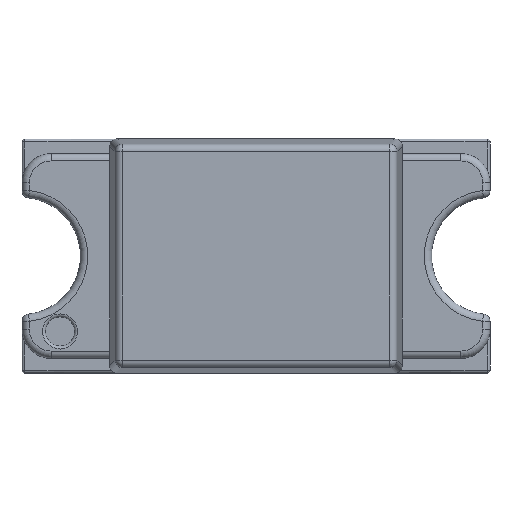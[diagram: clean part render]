
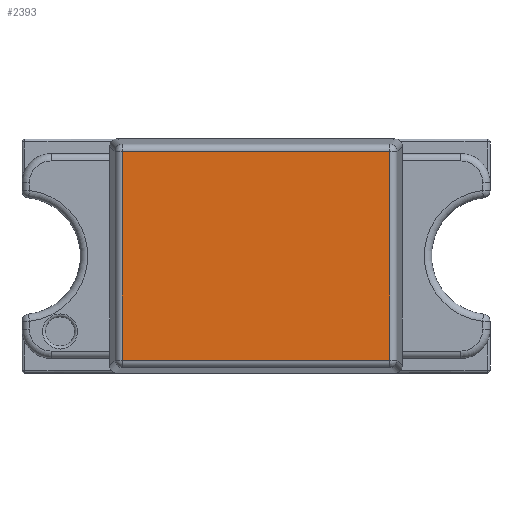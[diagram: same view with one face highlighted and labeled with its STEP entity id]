
A CAD part, top view. The second image highlights one B-rep face of the part: STEP entity #2393.
In plain terms, the highlighted planar face has unit normal (0, 0, 1).
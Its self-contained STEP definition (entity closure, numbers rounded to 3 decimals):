
#531=FACE_OUTER_BOUND('',#675,.T.);
#675=EDGE_LOOP('',(#2200,#2201,#2202,#2203));
#853=LINE('',#4247,#1034);
#854=LINE('',#4253,#1035);
#855=LINE('',#4255,#1036);
#856=LINE('',#4257,#1037);
#1034=VECTOR('',#3344,10.);
#1035=VECTOR('',#3353,10.);
#1036=VECTOR('',#3356,10.);
#1037=VECTOR('',#3359,10.);
#1222=VERTEX_POINT('',#4235);
#1223=VERTEX_POINT('',#4239);
#1224=VERTEX_POINT('',#4243);
#1225=VERTEX_POINT('',#4249);
#1546=EDGE_CURVE('',#1222,#1224,#853,.T.);
#1549=EDGE_CURVE('',#1224,#1225,#854,.T.);
#1550=EDGE_CURVE('',#1225,#1223,#855,.T.);
#1551=EDGE_CURVE('',#1223,#1222,#856,.T.);
#2200=ORIENTED_EDGE('',*,*,#1546,.F.);
#2201=ORIENTED_EDGE('',*,*,#1551,.F.);
#2202=ORIENTED_EDGE('',*,*,#1550,.F.);
#2203=ORIENTED_EDGE('',*,*,#1549,.F.);
#2251=PLANE('',#2668);
#2393=ADVANCED_FACE('',(#531),#2251,.T.);
#2668=AXIS2_PLACEMENT_3D('',#4258,#3360,#3361);
#3344=DIRECTION('',(1.,0.,0.));
#3353=DIRECTION('',(0.,-1.,0.));
#3356=DIRECTION('',(-1.,0.,0.));
#3359=DIRECTION('',(0.,1.,0.));
#3360=DIRECTION('center_axis',(0.,0.,1.));
#3361=DIRECTION('ref_axis',(1.,0.,0.));
#4235=CARTESIAN_POINT('',(-0.457,0.357,0.4));
#4239=CARTESIAN_POINT('',(-0.457,-0.357,0.4));
#4243=CARTESIAN_POINT('',(0.457,0.357,0.4));
#4247=CARTESIAN_POINT('',(-0.25,0.357,0.4));
#4249=CARTESIAN_POINT('',(0.457,-0.357,0.4));
#4253=CARTESIAN_POINT('',(0.457,0.2,0.4));
#4255=CARTESIAN_POINT('',(0.25,-0.357,0.4));
#4257=CARTESIAN_POINT('',(-0.457,-0.2,0.4));
#4258=CARTESIAN_POINT('Origin',(0.,0.,0.4));
